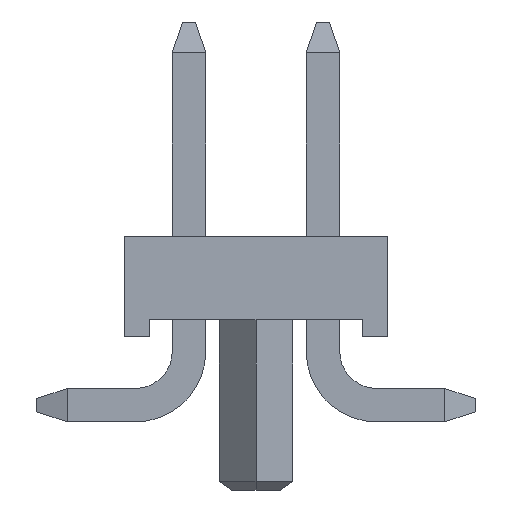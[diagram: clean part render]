
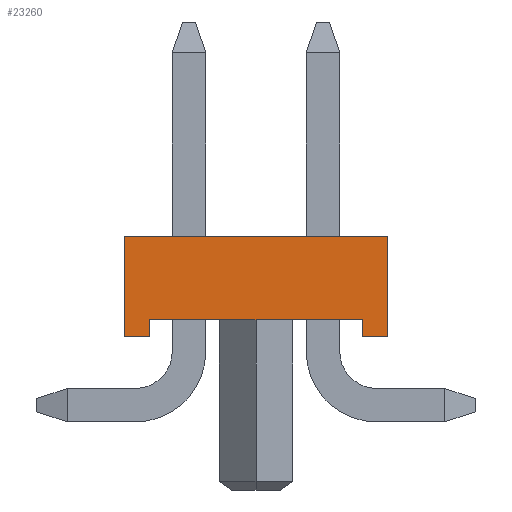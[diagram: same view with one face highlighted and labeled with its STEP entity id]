
A CAD part, left-side view. The second image highlights one B-rep face of the part: STEP entity #23260.
In plain terms, the highlighted planar face has unit normal (-1, 0, 0).
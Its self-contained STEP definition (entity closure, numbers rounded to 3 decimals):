
#23076=CARTESIAN_POINT('',(-10.,-1.588,1.27));
#23077=VERTEX_POINT('',#23076);
#23084=CARTESIAN_POINT('',(-10.,-1.588,1.524));
#23085=VERTEX_POINT('',#23084);
#23086=CARTESIAN_POINT('',(-10.,-1.588,1.524));
#23087=DIRECTION('',(0.0,0.0,-1.0));
#23088=VECTOR('',#23087,0.254);
#23089=LINE('',#23086,#23088);
#23090=EDGE_CURVE('',#23085,#23077,#23089,.T.);
#23122=CARTESIAN_POINT('',(-10.,1.588,1.524));
#23123=VERTEX_POINT('',#23122);
#23124=CARTESIAN_POINT('',(-10.,1.588,1.524));
#23125=DIRECTION('',(0.0,-1.0,0.0));
#23126=VECTOR('',#23125,3.175);
#23127=LINE('',#23124,#23126);
#23128=EDGE_CURVE('',#23123,#23085,#23127,.T.);
#23155=CARTESIAN_POINT('',(-10.,1.588,1.27));
#23156=VERTEX_POINT('',#23155);
#23157=CARTESIAN_POINT('',(-10.,1.588,1.27));
#23158=DIRECTION('',(0.0,0.0,1.0));
#23159=VECTOR('',#23158,0.254);
#23160=LINE('',#23157,#23159);
#23161=EDGE_CURVE('',#23156,#23123,#23160,.T.);
#23180=CARTESIAN_POINT('',(-10.,1.969,1.27));
#23181=VERTEX_POINT('',#23180);
#23188=CARTESIAN_POINT('',(-10.,1.969,2.769));
#23189=VERTEX_POINT('',#23188);
#23190=CARTESIAN_POINT('',(-10.,1.969,2.769));
#23191=DIRECTION('',(0.0,0.0,-1.0));
#23192=VECTOR('',#23191,1.499);
#23193=LINE('',#23190,#23192);
#23194=EDGE_CURVE('',#23189,#23181,#23193,.T.);
#23221=CARTESIAN_POINT('',(-10.,0.,2.019));
#23222=DIRECTION('',(1.0,0.0,0.0));
#23223=DIRECTION('',(0.0,0.0,1.0));
#23224=AXIS2_PLACEMENT_3D('',#23221,#23222,#23223);
#23225=PLANE('',#23224);
#23226=ORIENTED_EDGE('',*,*,#23161,.T.);
#23227=ORIENTED_EDGE('',*,*,#23128,.T.);
#23228=ORIENTED_EDGE('',*,*,#23090,.T.);
#23229=CARTESIAN_POINT('',(-10.,-1.969,1.27));
#23230=VERTEX_POINT('',#23229);
#23231=CARTESIAN_POINT('',(-10.,-1.969,1.27));
#23232=DIRECTION('',(0.0,1.0,0.0));
#23233=VECTOR('',#23232,0.381);
#23234=LINE('',#23231,#23233);
#23235=EDGE_CURVE('',#23230,#23077,#23234,.T.);
#23236=ORIENTED_EDGE('',*,*,#23235,.F.);
#23237=CARTESIAN_POINT('',(-10.,-1.969,2.769));
#23238=VERTEX_POINT('',#23237);
#23239=CARTESIAN_POINT('',(-10.,-1.969,2.769));
#23240=DIRECTION('',(0.0,0.0,-1.0));
#23241=VECTOR('',#23240,1.499);
#23242=LINE('',#23239,#23241);
#23243=EDGE_CURVE('',#23238,#23230,#23242,.T.);
#23244=ORIENTED_EDGE('',*,*,#23243,.F.);
#23245=CARTESIAN_POINT('',(-10.,1.969,2.769));
#23246=DIRECTION('',(0.0,-1.0,0.0));
#23247=VECTOR('',#23246,3.937);
#23248=LINE('',#23245,#23247);
#23249=EDGE_CURVE('',#23189,#23238,#23248,.T.);
#23250=ORIENTED_EDGE('',*,*,#23249,.F.);
#23251=ORIENTED_EDGE('',*,*,#23194,.T.);
#23252=CARTESIAN_POINT('',(-10.,1.588,1.27));
#23253=DIRECTION('',(0.0,1.0,0.0));
#23254=VECTOR('',#23253,0.381);
#23255=LINE('',#23252,#23254);
#23256=EDGE_CURVE('',#23156,#23181,#23255,.T.);
#23257=ORIENTED_EDGE('',*,*,#23256,.F.);
#23258=EDGE_LOOP('',(#23226,#23227,#23228,#23236,#23244,#23250,#23251,#23257));
#23259=FACE_OUTER_BOUND('',#23258,.T.);
#23260=ADVANCED_FACE('',(#23259),#23225,.F.);
